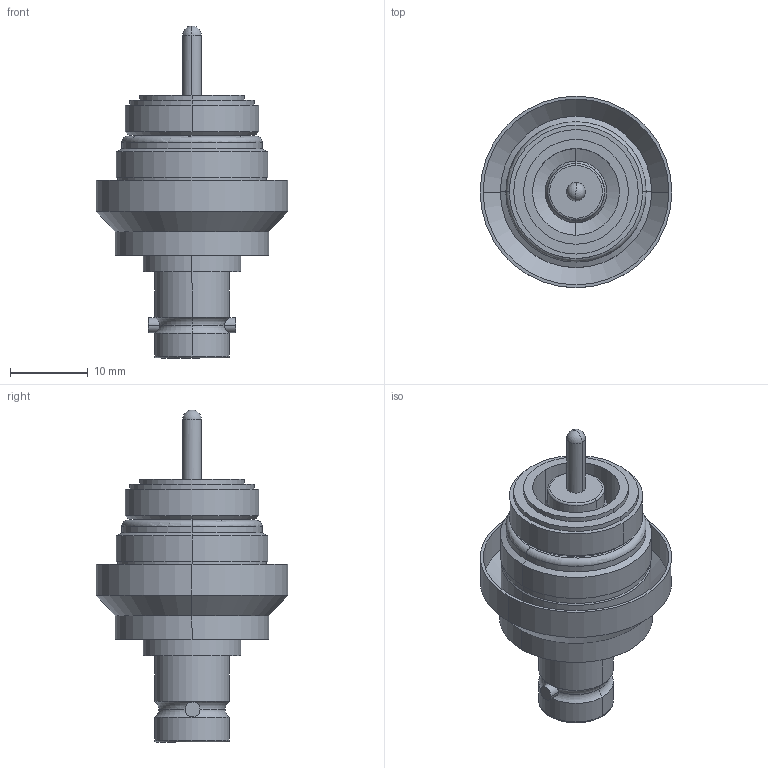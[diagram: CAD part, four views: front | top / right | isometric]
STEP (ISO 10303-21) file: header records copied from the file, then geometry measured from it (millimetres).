
FILE_DESCRIPTION (( 'STEP AP214' ), '1' );
FILE_NAME ('XMF-mini.step', '2017-07-10T09:20:24', ( 'install' ), ( '' ), 'SwSTEP 2.0', 'SolidWorks 2015', '' );
FILE_SCHEMA (( 'AUTOMOTIVE_DESIGN' ));
Length unit declared in the file: inch
Products named in the file (1): XMF-mini
Bounding box: 24.64 x 24.64 x 42.67 mm (x, y, z)
Volume: 5094.3 mm3; surface area: 7390.1 mm2
Topology: 1 solids, 2 shells, 161 faces, 343 edges, 207 vertices
Faces by surface type: cylinder 83, plane 34, cone 24, torus 18, sphere 2
Entity records: 4794 total; most frequent: CARTESIAN_POINT 1147, DIRECTION 857, ORIENTED_EDGE 678, AXIS2_PLACEMENT_3D 368, EDGE_CURVE 339, CIRCLE 206, VERTEX_POINT 205, EDGE_LOOP 186
